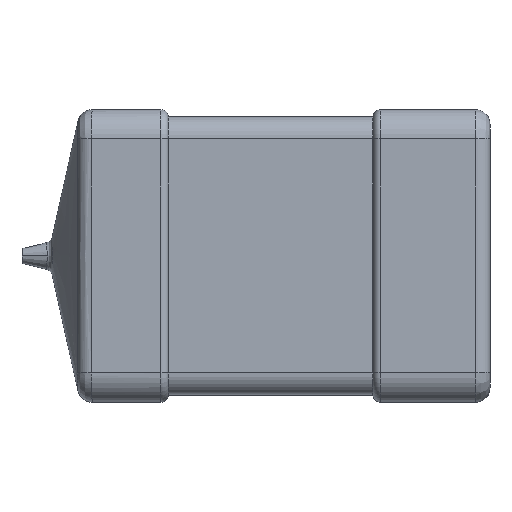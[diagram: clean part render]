
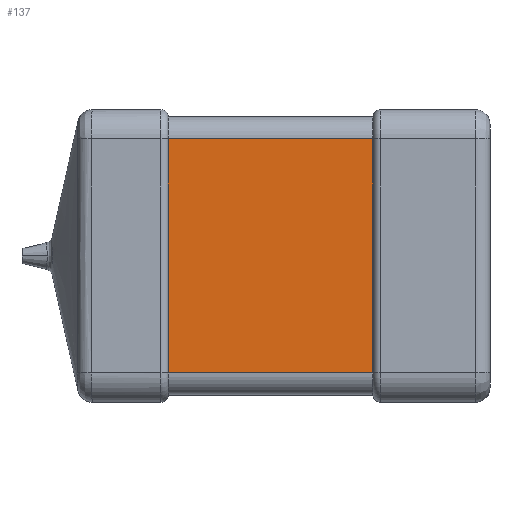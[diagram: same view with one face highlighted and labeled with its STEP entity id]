
A CAD part, top view. The second image highlights one B-rep face of the part: STEP entity #137.
In plain terms, the highlighted planar face has unit normal (0, 0, 1).
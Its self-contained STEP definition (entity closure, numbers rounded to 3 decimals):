
#72=CARTESIAN_POINT('',(-0.7,0.8,1.55));
#73=VERTEX_POINT('',#72);
#81=CARTESIAN_POINT('',(0.7,0.8,1.55));
#82=VERTEX_POINT('',#81);
#83=CARTESIAN_POINT('',(0.7,0.8,1.55));
#84=DIRECTION('',(-1.0,0.0,0.0));
#85=VECTOR('',#84,1.4);
#86=LINE('',#83,#85);
#87=EDGE_CURVE('',#82,#73,#86,.T.);
#107=CARTESIAN_POINT('',(0.7,0.8,1.55));
#108=DIRECTION('',(0.0,0.0,1.0));
#109=DIRECTION('',(1.0,0.0,0.0));
#110=AXIS2_PLACEMENT_3D('',#107,#108,#109);
#111=PLANE('',#110);
#112=CARTESIAN_POINT('',(-0.7,-0.8,1.55));
#113=VERTEX_POINT('',#112);
#114=CARTESIAN_POINT('',(-0.7,0.8,1.55));
#115=DIRECTION('',(0.0,-1.0,0.0));
#116=VECTOR('',#115,1.6);
#117=LINE('',#114,#116);
#118=EDGE_CURVE('',#73,#113,#117,.T.);
#119=ORIENTED_EDGE('',*,*,#118,.T.);
#120=CARTESIAN_POINT('',(0.7,-0.8,1.55));
#121=VERTEX_POINT('',#120);
#122=CARTESIAN_POINT('',(0.7,-0.8,1.55));
#123=DIRECTION('',(-1.0,0.0,0.0));
#124=VECTOR('',#123,1.4);
#125=LINE('',#122,#124);
#126=EDGE_CURVE('',#121,#113,#125,.T.);
#127=ORIENTED_EDGE('',*,*,#126,.F.);
#128=CARTESIAN_POINT('',(0.7,0.8,1.55));
#129=DIRECTION('',(0.0,-1.0,0.0));
#130=VECTOR('',#129,1.6);
#131=LINE('',#128,#130);
#132=EDGE_CURVE('',#82,#121,#131,.T.);
#133=ORIENTED_EDGE('',*,*,#132,.F.);
#134=ORIENTED_EDGE('',*,*,#87,.T.);
#135=EDGE_LOOP('',(#119,#127,#133,#134));
#136=FACE_OUTER_BOUND('',#135,.T.);
#137=ADVANCED_FACE('',(#136),#111,.T.);
